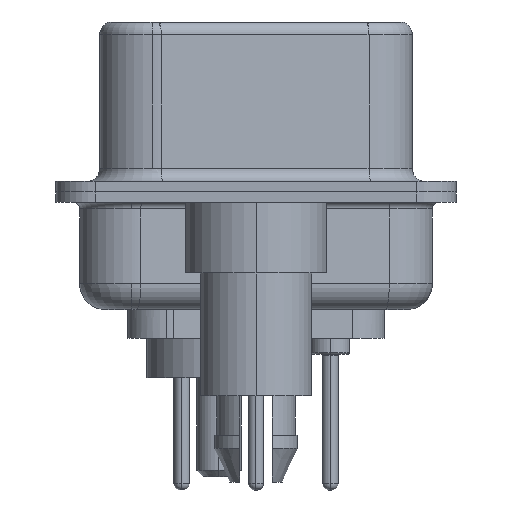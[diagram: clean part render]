
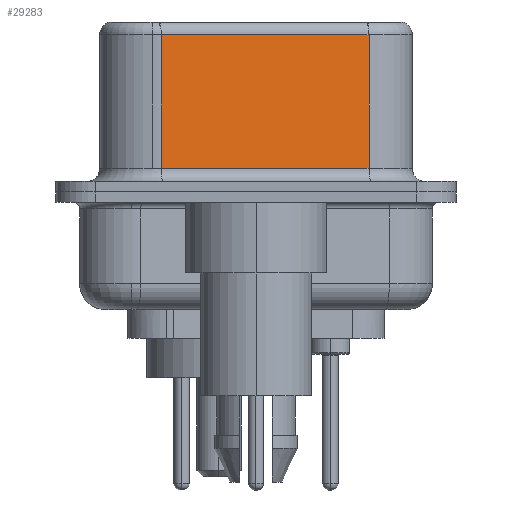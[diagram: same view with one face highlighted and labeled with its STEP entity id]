
A CAD part, left-side view. The second image highlights one B-rep face of the part: STEP entity #29283.
In plain terms, the highlighted planar face has unit normal (-0.985, -0.174, 0).
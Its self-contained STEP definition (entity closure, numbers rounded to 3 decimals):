
#576 = AXIS2_PLACEMENT_3D ( 'NONE', #15260, #20767, #6158 ) ;
#2660 = CARTESIAN_POINT ( 'NONE',  ( 3.73, 3.628, 6.02 ) ) ;
#4099 = VECTOR ( 'NONE', #9063, 1000. ) ;
#4743 = CARTESIAN_POINT ( 'NONE',  ( 5.132, -4.322, 0.9 ) ) ;
#6158 = DIRECTION ( 'NONE',  ( -0.174, 0.985, 0. ) ) ;
#6317 = VERTEX_POINT ( 'NONE', #10317 ) ;
#6582 = CARTESIAN_POINT ( 'NONE',  ( 3.73, 3.628, 6.52 ) ) ;
#6789 = CARTESIAN_POINT ( 'NONE',  ( 5.132, -4.322, 6.02 ) ) ;
#7179 = ORIENTED_EDGE ( 'NONE', *, *, #26123, .T. ) ;
#7450 = VECTOR ( 'NONE', #31235, 1000. ) ;
#8134 = ORIENTED_EDGE ( 'NONE', *, *, #29561, .T. ) ;
#8770 = VECTOR ( 'NONE', #21373, 1000. ) ;
#9063 = DIRECTION ( 'NONE',  ( 0., 0., -1. ) ) ;
#10317 = CARTESIAN_POINT ( 'NONE',  ( 5.132, -4.322, 6.02 ) ) ;
#11037 = EDGE_LOOP ( 'NONE', ( #21857, #7179, #8134, #15757 ) ) ;
#15260 = CARTESIAN_POINT ( 'NONE',  ( 5.132, -4.322, 6.52 ) ) ;
#15311 = LINE ( 'NONE', #6789, #8770 ) ;
#15757 = ORIENTED_EDGE ( 'NONE', *, *, #18539, .T. ) ;
#16973 = VERTEX_POINT ( 'NONE', #29933 ) ;
#17535 = FACE_OUTER_BOUND ( 'NONE', #11037, .T. ) ;
#17829 = EDGE_CURVE ( 'NONE', #6317, #16973, #21155, .T. ) ;
#17901 = LINE ( 'NONE', #4743, #29053 ) ;
#18356 = PLANE ( 'NONE',  #576 ) ;
#18539 = EDGE_CURVE ( 'NONE', #27003, #16973, #17901, .T. ) ;
#20767 = DIRECTION ( 'NONE',  ( 0.985, 0.174, 0. ) ) ;
#21155 = LINE ( 'NONE', #28860, #7450 ) ;
#21373 = DIRECTION ( 'NONE',  ( -0.174, 0.985, 0. ) ) ;
#21767 = DIRECTION ( 'NONE',  ( 0.174, -0.985, 0. ) ) ;
#21857 = ORIENTED_EDGE ( 'NONE', *, *, #17829, .F. ) ;
#23519 = LINE ( 'NONE', #6582, #4099 ) ;
#26123 = EDGE_CURVE ( 'NONE', #6317, #27195, #15311, .T. ) ;
#27003 = VERTEX_POINT ( 'NONE', #28345 ) ;
#27195 = VERTEX_POINT ( 'NONE', #2660 ) ;
#28345 = CARTESIAN_POINT ( 'NONE',  ( 3.73, 3.628, 0.9 ) ) ;
#28860 = CARTESIAN_POINT ( 'NONE',  ( 5.132, -4.322, 6.52 ) ) ;
#29053 = VECTOR ( 'NONE', #21767, 1000. ) ;
#29283 = ADVANCED_FACE ( 'NONE', ( #17535 ), #18356, .F. ) ;
#29561 = EDGE_CURVE ( 'NONE', #27195, #27003, #23519, .T. ) ;
#29933 = CARTESIAN_POINT ( 'NONE',  ( 5.132, -4.322, 0.9 ) ) ;
#31235 = DIRECTION ( 'NONE',  ( 0., 0., -1. ) ) ;
